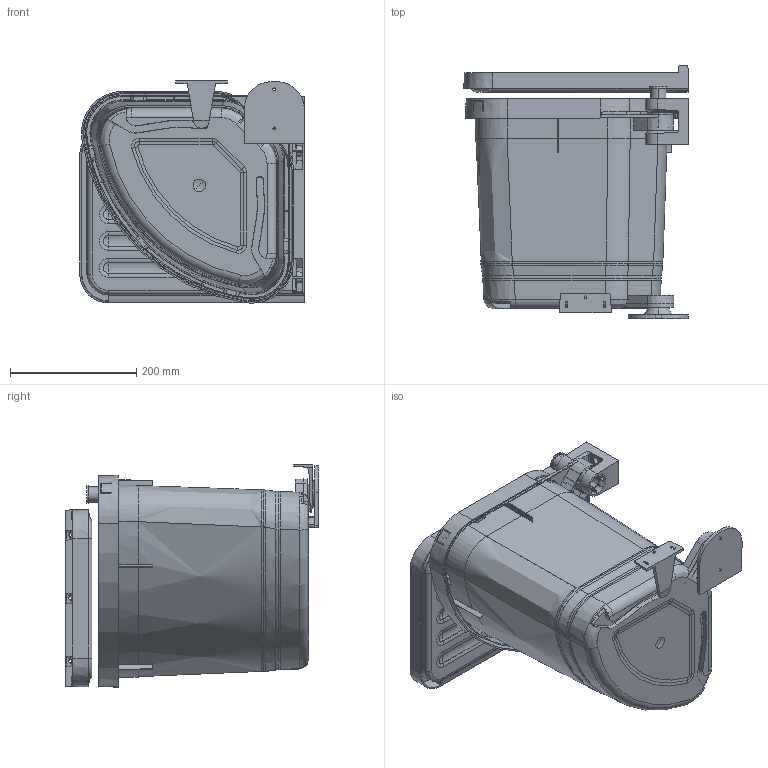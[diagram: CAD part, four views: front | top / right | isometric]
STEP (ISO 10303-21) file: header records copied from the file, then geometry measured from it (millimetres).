
FILE_DESCRIPTION((''),'2;1');
FILE_NAME('1002928','2023-01-04T10:16:52',('fba'),(''),'CREO PARAMETRIC BY PTC INC, 2022024','CREO PARAMETRIC BY PTC INC, 2022024','');
FILE_SCHEMA(('AUTOMOTIVE_DESIGN { 1 0 10303 214 1 1 1 1 }'));
Length unit declared in the file: millimetre
Products named in the file (9): 1002917; 1002918; 1002903; 1002904; 1002905; 1002906; 1002907; 1002908; 1002928
Assembly tree (8 placements, depth 2):
  1002928
    1002917
    1002918
    1002903
    1002904
    1002905
    1002906
    1002907
    1002908
Bounding box: 355.84 x 401.5 x 352.67 mm (x, y, z)
Volume: 1823106.5 mm3; surface area: 1445704 mm2
Topology: 8 solids, 8 shells, 1419 faces, 3797 edges, 2418 vertices
Faces by surface type: plane 669, cylinder 239, bspline 218, cone 201, torus 63, sphere 25, extrusion 4
Entity records: 80824 total; most frequent: CARTESIAN_POINT 35907, ORIENTED_EDGE 7542, DIRECTION 5948, PRESENTATION_STYLE_ASSIGNMENT 3779, STYLED_ITEM 3779, CURVE_STYLE 3771, EDGE_CURVE 3771, VERTEX_POINT 2416
